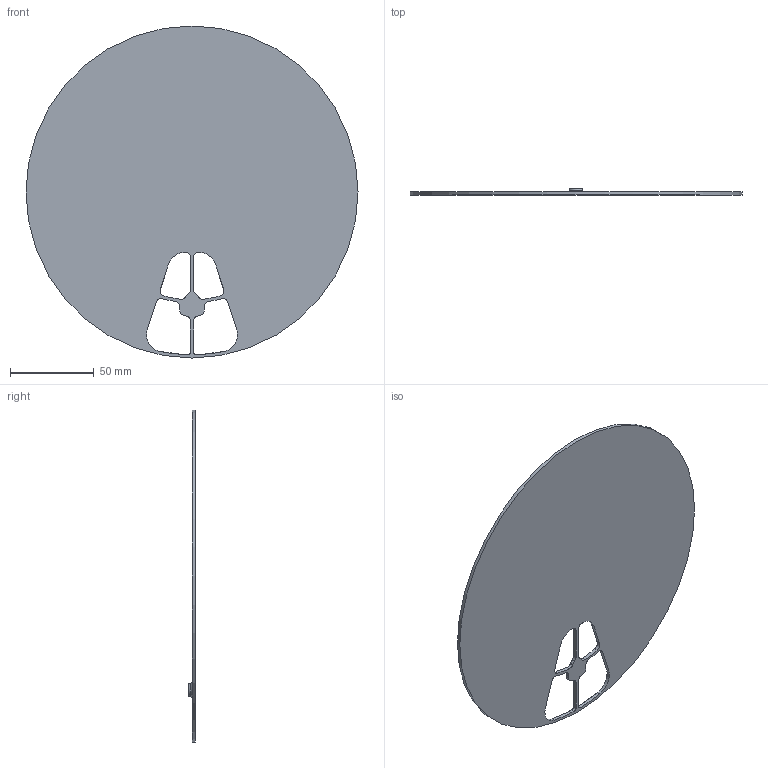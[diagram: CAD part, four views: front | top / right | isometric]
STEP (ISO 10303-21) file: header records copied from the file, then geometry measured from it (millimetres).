
FILE_DESCRIPTION(/* description */ (''),/* implementation_level */ '2;1');
FILE_NAME(/* name */ 'StatorSketches.stp',/* time_stamp */ '2022-08-13T22:17:25-04:00',/* author */ ('AutoSteps'),/* organization */ (''),/* preprocessor_version */ 'ST-DEVELOPER v18.1',/* originating_system */ 'Autodesk Inventor 2022',/* authorisation */ '');
FILE_SCHEMA (('AUTOMOTIVE_DESIGN { 1 0 10303 214 3 1 1 }'));
Length unit declared in the file: millimetre
Products named in the file (1): StatorSketches
Bounding box: 198.32 x 4.1 x 198.32 mm (x, y, z)
Volume: 57602.7 mm3; surface area: 59484.8 mm2
Topology: 1 solids, 1 shells, 70 faces, 228 edges, 207 vertices
Faces by surface type: cylinder 42, plane 20, torus 8
Full cylindrical faces by diameter (mm): 8.08 x1, 198.322 x1
Entity records: 2842 total; most frequent: CARTESIAN_POINT 742, DIRECTION 462, ORIENTED_EDGE 404, EDGE_CURVE 202, AXIS2_PLACEMENT_3D 188, VERTEX_POINT 132, CIRCLE 117, LINE 86
